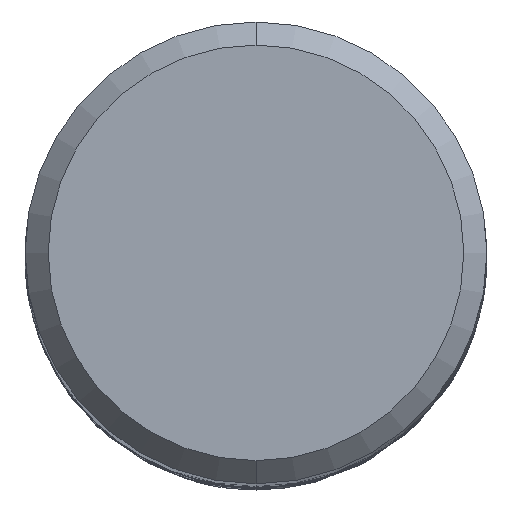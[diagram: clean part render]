
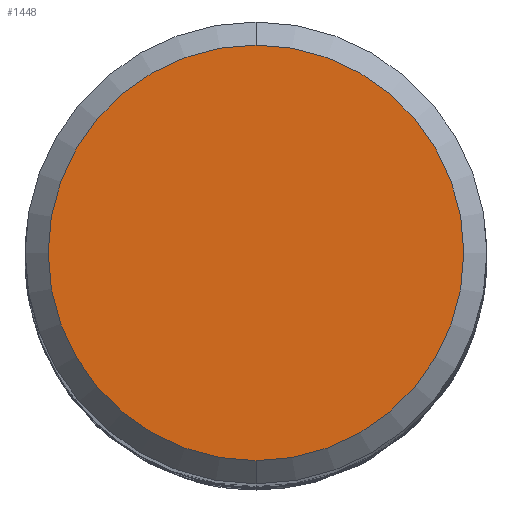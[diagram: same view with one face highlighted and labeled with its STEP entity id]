
A CAD part, top view. The second image highlights one B-rep face of the part: STEP entity #1448.
In plain terms, the highlighted planar face has unit normal (0, 0, 1).
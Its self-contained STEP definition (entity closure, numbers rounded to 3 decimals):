
#896=VERTEX_POINT('',#2014);
#1132=EDGE_CURVE('',#1482,#896,#2269,.T.);
#1254=EDGE_CURVE('',#896,#1482,#2407,.T.);
#1448=ADVANCED_FACE('',(#2614),#2615,.T.);
#1482=VERTEX_POINT('',#2652);
#2014=CARTESIAN_POINT('',(0.0,7.2,0.0));
#2269=CIRCLE('',#10273,7.2);
#2407=CIRCLE('',#12620,7.2);
#2614=FACE_OUTER_BOUND('',#15162,.T.);
#2615=PLANE('',#15163);
#2652=CARTESIAN_POINT('',(0.,-7.2,0.0));
#10273=AXIS2_PLACEMENT_3D('',#17648,#17649,#17650);
#12620=AXIS2_PLACEMENT_3D('',#17838,#17839,#17840);
#15162=EDGE_LOOP('',(#17999,#18000));
#15163=AXIS2_PLACEMENT_3D('',#18001,#18002,#18003);
#17648=CARTESIAN_POINT('',(0.0,0.0,0.0));
#17649=DIRECTION('',(0.0,0.0,-1.0));
#17650=DIRECTION('',(0.0,1.0,0.0));
#17838=CARTESIAN_POINT('',(0.0,0.0,0.0));
#17839=DIRECTION('',(0.0,0.0,-1.0));
#17840=DIRECTION('',(0.0,1.0,0.0));
#17999=ORIENTED_EDGE('',*,*,#1254,.F.);
#18000=ORIENTED_EDGE('',*,*,#1132,.F.);
#18001=CARTESIAN_POINT('',(0.0,3.6,0.0));
#18002=DIRECTION('',(-0.0,0.0,1.0));
#18003=DIRECTION('',(0.0,-1.0,0.0));
